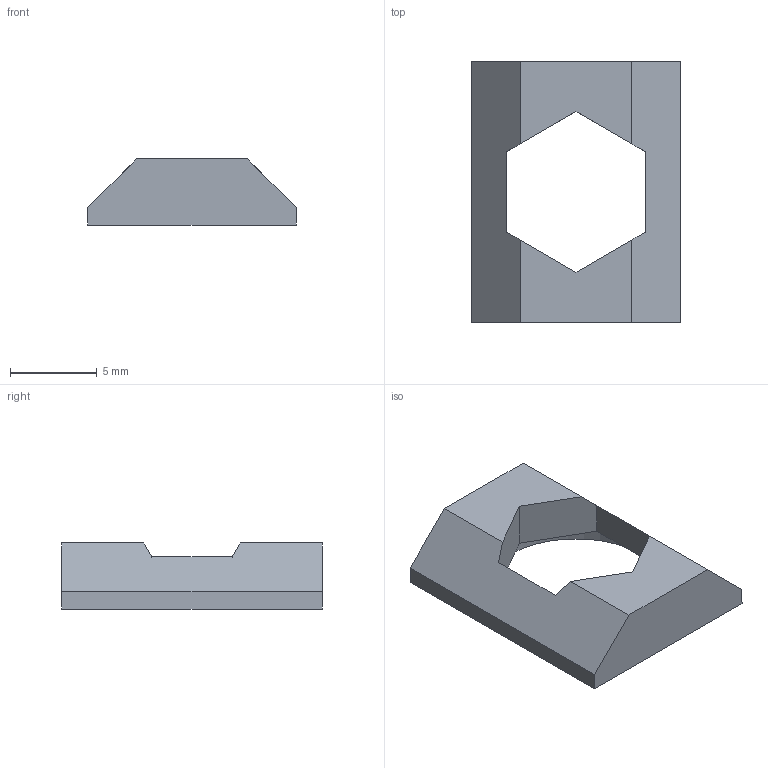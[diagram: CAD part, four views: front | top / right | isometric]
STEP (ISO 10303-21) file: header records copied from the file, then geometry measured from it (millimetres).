
FILE_DESCRIPTION(/* description */ ('Alibre Inc.'),/* implementation_level */ '2;1');
FILE_NAME(/* name */ 'export0',/* time_stamp */ '2015-07-11T14:30:34+12:00',/* author */ (''),/* organization */ (''),/* preprocessor_version */ 'ST-DEVELOPER v14',/* originating_system */ 'Alibre',/* authorisation */ '');
FILE_SCHEMA (('CONFIG_CONTROL_DESIGN'));
Length unit declared in the file: centimetre
Products named in the file (1): ID_1
Bounding box: 12 x 15 x 3.8 mm (x, y, z)
Volume: 315.5 mm3; surface area: 490 mm2
Topology: 1 solids, 1 shells, 17 faces, 45 edges, 30 vertices
Faces by surface type: plane 16, cylinder 1
Full cylindrical faces by diameter (mm): 10.8 x1
Entity records: 577 total; most frequent: ORIENTED_EDGE 88, CARTESIAN_POINT 88, DIRECTION 61, EDGE_CURVE 44, VECTOR 40, LINE 40, VERTEX_POINT 30, EDGE_LOOP 20
